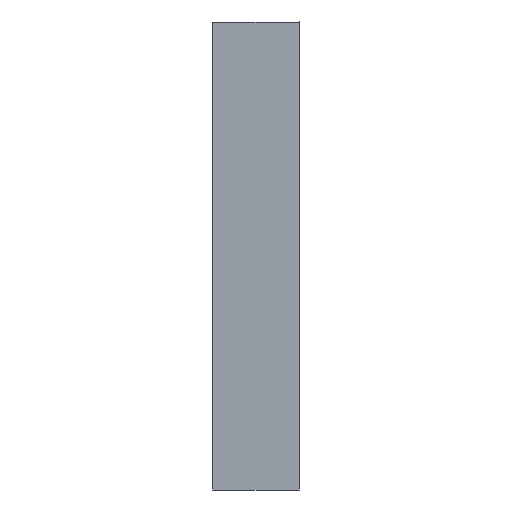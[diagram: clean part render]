
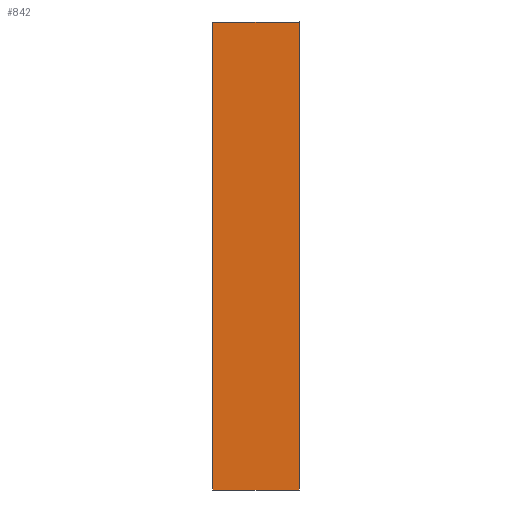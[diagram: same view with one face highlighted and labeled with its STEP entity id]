
A CAD part, left-side view. The second image highlights one B-rep face of the part: STEP entity #842.
In plain terms, the highlighted planar face has unit normal (-1, 0, 0).
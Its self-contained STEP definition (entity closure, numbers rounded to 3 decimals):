
#78=FACE_OUTER_BOUND('',#122,.T.);
#122=EDGE_LOOP('',(#761,#762,#763,#764));
#175=LINE('',#1234,#259);
#207=LINE('',#1334,#291);
#231=LINE('',#1422,#315);
#232=LINE('',#1424,#316);
#259=VECTOR('',#985,10.);
#291=VECTOR('',#1069,10.);
#315=VECTOR('',#1149,10.);
#316=VECTOR('',#1152,10.);
#347=VERTEX_POINT('',#1231);
#348=VERTEX_POINT('',#1233);
#383=VERTEX_POINT('',#1331);
#384=VERTEX_POINT('',#1333);
#431=EDGE_CURVE('',#347,#348,#175,.T.);
#480=EDGE_CURVE('',#383,#384,#207,.T.);
#517=EDGE_CURVE('',#383,#348,#231,.T.);
#518=EDGE_CURVE('',#347,#384,#232,.T.);
#761=ORIENTED_EDGE('',*,*,#431,.F.);
#762=ORIENTED_EDGE('',*,*,#518,.T.);
#763=ORIENTED_EDGE('',*,*,#480,.F.);
#764=ORIENTED_EDGE('',*,*,#517,.T.);
#798=PLANE('',#930);
#842=ADVANCED_FACE('',(#78),#798,.F.);
#930=AXIS2_PLACEMENT_3D('',#1431,#1163,#1164);
#985=DIRECTION('',(0.,0.,-1.));
#1069=DIRECTION('',(0.,0.,1.));
#1149=DIRECTION('',(0.,-1.,0.));
#1152=DIRECTION('',(0.,1.,0.));
#1163=DIRECTION('center_axis',(1.,0.,0.));
#1164=DIRECTION('ref_axis',(0.,1.,0.));
#1231=CARTESIAN_POINT('',(-42.57,1.825,11.252));
#1233=CARTESIAN_POINT('',(-42.57,1.825,-4.652));
#1234=CARTESIAN_POINT('',(-42.57,1.825,0.348));
#1331=CARTESIAN_POINT('',(-42.57,4.775,-4.652));
#1333=CARTESIAN_POINT('',(-42.57,4.775,11.252));
#1334=CARTESIAN_POINT('',(-42.57,4.775,5.165));
#1422=CARTESIAN_POINT('',(-42.57,4.775,-4.652));
#1424=CARTESIAN_POINT('',(-42.57,1.825,11.252));
#1431=CARTESIAN_POINT('Origin',(-42.57,3.3,3.3));
